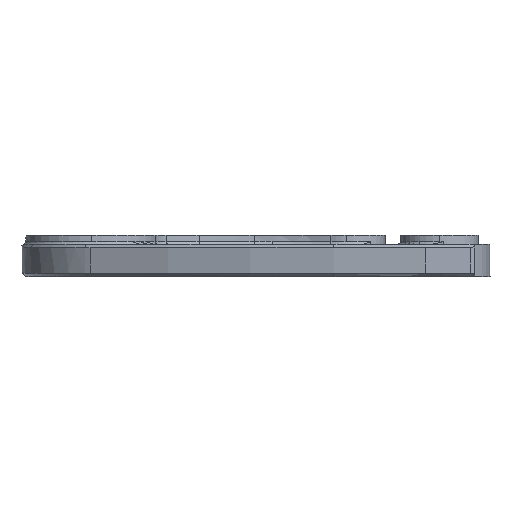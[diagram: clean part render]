
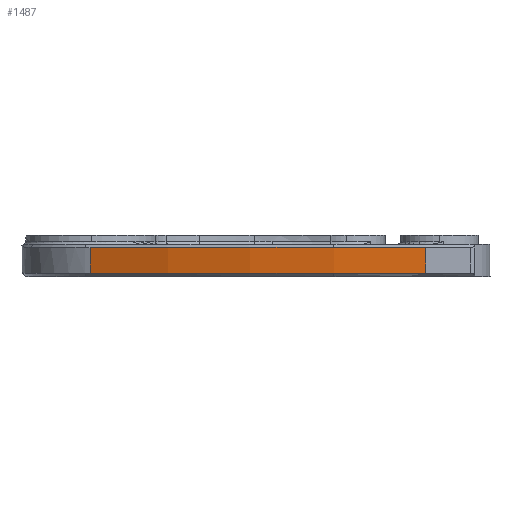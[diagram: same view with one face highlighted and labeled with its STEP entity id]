
A CAD part, left-side view. The second image highlights one B-rep face of the part: STEP entity #1487.
In plain terms, the highlighted cylindrical face has radius 114.3 mm (diameter 228.6 mm), a partial arc.
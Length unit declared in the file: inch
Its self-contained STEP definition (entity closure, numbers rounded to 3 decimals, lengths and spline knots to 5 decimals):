
#57 = CARTESIAN_POINT ( 'NONE',  ( 0.40359, -5.41204, 0.02011 ) ) ;
#75 = B_SPLINE_CURVE_WITH_KNOTS ( 'NONE', 3,
 ( #3800, #1502, #1890, #1510 ),
 .UNSPECIFIED., .F., .F.,
 ( 4, 4 ),
 ( 0., 0.01419 ),
 .UNSPECIFIED. ) ;
#195 = CARTESIAN_POINT ( 'NONE',  ( 0.27996, -6.04486, 0.02 ) ) ;
#321 = CARTESIAN_POINT ( 'NONE',  ( 0.27996, -6.04486, 0.177 ) ) ;
#323 = ORIENTED_EDGE ( 'NONE', *, *, #3734, .F. ) ;
#438 = CARTESIAN_POINT ( 'NONE',  ( 0.72965, -4.57113, 0.17634 ) ) ;
#461 = CARTESIAN_POINT ( 'NONE',  ( 0.31742, -5.78945, 0.02002 ) ) ;
#633 = FACE_OUTER_BOUND ( 'NONE', #4485, .T. ) ;
#683 = VERTEX_POINT ( 'NONE', #438 ) ;
#884 = CARTESIAN_POINT ( 'NONE',  ( 0.27996, -6.04486, 0.02 ) ) ;
#1080 = CARTESIAN_POINT ( 'NONE',  ( 0.24534, -6.60196, 0.197 ) ) ;
#1130 = CARTESIAN_POINT ( 'NONE',  ( 0.61315, -4.8015, 0.17655 ) ) ;
#1330 = EDGE_CURVE ( 'NONE', #3262, #1577, #3474, .T. ) ;
#1360 = CARTESIAN_POINT ( 'NONE',  ( 0.27996, -6.04486, 0.177 ) ) ;
#1415 = ORIENTED_EDGE ( 'NONE', *, *, #4846, .T. ) ;
#1480 = CARTESIAN_POINT ( 'NONE',  ( 0.24534, -6.60196, 0.177 ) ) ;
#1487 = ADVANCED_FACE ( 'NONE', ( #633 ), #4505, .T. ) ;
#1502 = CARTESIAN_POINT ( 'NONE',  ( 0.2569, -6.22965, 0.02 ) ) ;
#1510 = CARTESIAN_POINT ( 'NONE',  ( 0.24534, -6.60196, 0.02 ) ) ;
#1577 = VERTEX_POINT ( 'NONE', #3538 ) ;
#1614 = VERTEX_POINT ( 'NONE', #3203 ) ;
#1654 = CARTESIAN_POINT ( 'NONE',  ( 0.72965, -4.57113, 0.02066 ) ) ;
#1786 = B_SPLINE_CURVE_WITH_KNOTS ( 'NONE', 3,
 ( #1654, #3939, #2475, #57, #2860, #461, #3222, #884 ),
 .UNSPECIFIED., .F., .F.,
 ( 4, 2, 2, 4 ),
 ( 0., 0.01967, 0.0295, 0.03934 ),
 .UNSPECIFIED. ) ;
#1890 = CARTESIAN_POINT ( 'NONE',  ( 0.24534, -6.41578, 0.01999 ) ) ;
#1931 = CARTESIAN_POINT ( 'NONE',  ( 0.51657, -5.0418, 0.17673 ) ) ;
#2103 = ORIENTED_EDGE ( 'NONE', *, *, #4600, .F. ) ;
#2137 = CARTESIAN_POINT ( 'NONE',  ( 0.24534, -6.60196, 0.02 ) ) ;
#2167 = EDGE_CURVE ( 'NONE', #3031, #3574, #75, .T. ) ;
#2263 = VECTOR ( 'NONE', #3779, 39.37008 ) ;
#2324 = DIRECTION ( 'NONE',  ( -1., 0., 0. ) ) ;
#2335 = CARTESIAN_POINT ( 'NONE',  ( 0.37125, -5.53709, 0.17692 ) ) ;
#2475 = CARTESIAN_POINT ( 'NONE',  ( 0.51657, -5.0418, 0.02027 ) ) ;
#2653 = B_SPLINE_CURVE_WITH_KNOTS ( 'NONE', 3,
 ( #3817, #1130, #1931, #4549, #2335, #4913, #2735, #321 ),
 .UNSPECIFIED., .F., .F.,
 ( 4, 2, 2, 4 ),
 ( 0., 0.01967, 0.0295, 0.03934 ),
 .UNSPECIFIED. ) ;
#2705 = CARTESIAN_POINT ( 'NONE',  ( 0.2569, -6.22965, 0.177 ) ) ;
#2723 = ORIENTED_EDGE ( 'NONE', *, *, #4877, .T. ) ;
#2735 = CARTESIAN_POINT ( 'NONE',  ( 0.29594, -5.91678, 0.177 ) ) ;
#2845 = ORIENTED_EDGE ( 'NONE', *, *, #2167, .T. ) ;
#2860 = CARTESIAN_POINT ( 'NONE',  ( 0.37125, -5.53709, 0.02008 ) ) ;
#2971 = AXIS2_PLACEMENT_3D ( 'NONE', #4169, #4893, #2324 ) ;
#3012 = CARTESIAN_POINT ( 'NONE',  ( 0.24534, -6.41578, 0.17701 ) ) ;
#3031 = VERTEX_POINT ( 'NONE', #195 ) ;
#3182 = CARTESIAN_POINT ( 'NONE',  ( 0.72965, -4.57113, 0.197 ) ) ;
#3203 = CARTESIAN_POINT ( 'NONE',  ( 0.72965, -4.57113, 0.02066 ) ) ;
#3222 = CARTESIAN_POINT ( 'NONE',  ( 0.29594, -5.91678, 0.02 ) ) ;
#3260 = LINE ( 'NONE', #1080, #2263 ) ;
#3262 = VERTEX_POINT ( 'NONE', #1360 ) ;
#3311 = LINE ( 'NONE', #3182, #4391 ) ;
#3474 = B_SPLINE_CURVE_WITH_KNOTS ( 'NONE', 3,
 ( #4822, #2705, #3012, #1480 ),
 .UNSPECIFIED., .F., .F.,
 ( 4, 4 ),
 ( 0., 0.01419 ),
 .UNSPECIFIED. ) ;
#3538 = CARTESIAN_POINT ( 'NONE',  ( 0.24534, -6.60196, 0.177 ) ) ;
#3574 = VERTEX_POINT ( 'NONE', #2137 ) ;
#3734 = EDGE_CURVE ( 'NONE', #683, #3262, #2653, .T. ) ;
#3779 = DIRECTION ( 'NONE',  ( 0., 0., -1. ) ) ;
#3800 = CARTESIAN_POINT ( 'NONE',  ( 0.27996, -6.04486, 0.02 ) ) ;
#3817 = CARTESIAN_POINT ( 'NONE',  ( 0.72965, -4.57113, 0.17634 ) ) ;
#3920 = DIRECTION ( 'NONE',  ( 0., 0., -1. ) ) ;
#3939 = CARTESIAN_POINT ( 'NONE',  ( 0.61315, -4.8015, 0.02045 ) ) ;
#4169 = CARTESIAN_POINT ( 'NONE',  ( 4.74534, -6.60196, 0.197 ) ) ;
#4315 = ORIENTED_EDGE ( 'NONE', *, *, #1330, .F. ) ;
#4391 = VECTOR ( 'NONE', #3920, 39.37008 ) ;
#4485 = EDGE_LOOP ( 'NONE', ( #2103, #4315, #323, #1415, #2723, #2845 ) ) ;
#4505 = CYLINDRICAL_SURFACE ( 'NONE', #2971, 4.5 ) ;
#4549 = CARTESIAN_POINT ( 'NONE',  ( 0.40359, -5.41204, 0.17689 ) ) ;
#4600 = EDGE_CURVE ( 'NONE', #1577, #3574, #3260, .T. ) ;
#4822 = CARTESIAN_POINT ( 'NONE',  ( 0.27996, -6.04486, 0.177 ) ) ;
#4846 = EDGE_CURVE ( 'NONE', #683, #1614, #3311, .T. ) ;
#4877 = EDGE_CURVE ( 'NONE', #1614, #3031, #1786, .T. ) ;
#4893 = DIRECTION ( 'NONE',  ( 0., 0., -1. ) ) ;
#4913 = CARTESIAN_POINT ( 'NONE',  ( 0.31742, -5.78945, 0.17698 ) ) ;
